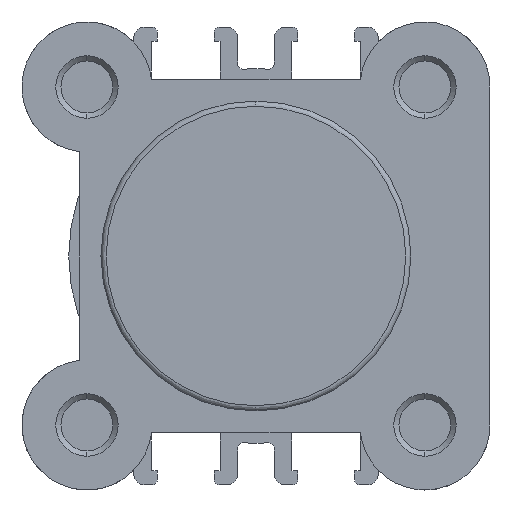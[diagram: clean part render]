
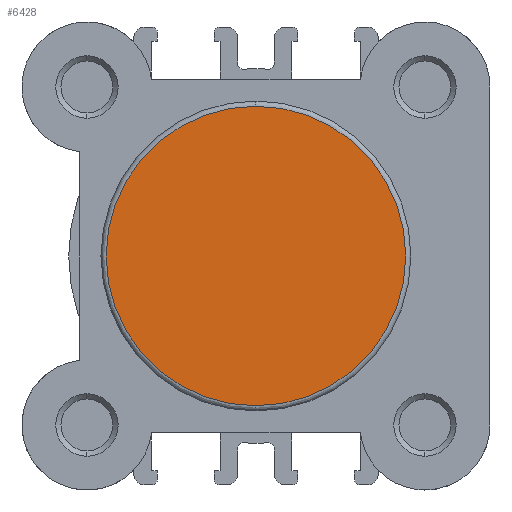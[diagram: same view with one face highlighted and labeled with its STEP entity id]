
A CAD part, left-side view. The second image highlights one B-rep face of the part: STEP entity #6428.
In plain terms, the highlighted planar face has unit normal (-1, 0, 0).
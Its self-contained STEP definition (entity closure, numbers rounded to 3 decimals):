
#228 = EDGE_CURVE ( 'NONE', #956, #957, #7158, .T. ) ;
#956 = VERTEX_POINT ( 'NONE', #3380 ) ;
#957 = VERTEX_POINT ( 'NONE', #3381 ) ;
#1184 = CARTESIAN_POINT ( 'NONE',  ( 0., 0., 0. ) ) ;
#1190 = DIRECTION ( 'NONE',  ( -1., 0., 0. ) ) ;
#1191 = DIRECTION ( 'NONE',  ( 0., 0., 1. ) ) ;
#1858 = EDGE_CURVE ( 'NONE', #957, #956, #3940, .T. ) ;
#1914 = AXIS2_PLACEMENT_3D ( 'NONE', #1184, #1190, #1191 ) ;
#2126 = AXIS2_PLACEMENT_3D ( 'NONE', #3724, #4547, #4548 ) ;
#2258 = AXIS2_PLACEMENT_3D ( 'NONE', #4995, #5006, #5007 ) ;
#3380 = CARTESIAN_POINT ( 'NONE',  ( 0., 0., -14.4 ) ) ;
#3381 = CARTESIAN_POINT ( 'NONE',  ( 0., 0., 14.4 ) ) ;
#3724 = CARTESIAN_POINT ( 'NONE',  ( 0., 0., 0. ) ) ;
#3940 = CIRCLE ( 'NONE', #2126, 14.4 ) ;
#4211 = FACE_OUTER_BOUND ( 'NONE', #6207, .T. ) ;
#4547 = DIRECTION ( 'NONE',  ( -1., 0., 0. ) ) ;
#4548 = DIRECTION ( 'NONE',  ( 0., 0., 1. ) ) ;
#4995 = CARTESIAN_POINT ( 'NONE',  ( 0., -14.9, 0. ) ) ;
#5000 = PLANE ( 'NONE',  #2258 ) ;
#5006 = DIRECTION ( 'NONE',  ( -1., 0., 0. ) ) ;
#5007 = DIRECTION ( 'NONE',  ( 0., 0., 1. ) ) ;
#6207 = EDGE_LOOP ( 'NONE', ( #6715, #6716 ) ) ;
#6428 = ADVANCED_FACE ( 'NONE', ( #4211 ), #5000, .T. ) ;
#6715 = ORIENTED_EDGE ( 'NONE', *, *, #1858, .T. ) ;
#6716 = ORIENTED_EDGE ( 'NONE', *, *, #228, .T. ) ;
#7158 = CIRCLE ( 'NONE', #1914, 14.4 ) ;
